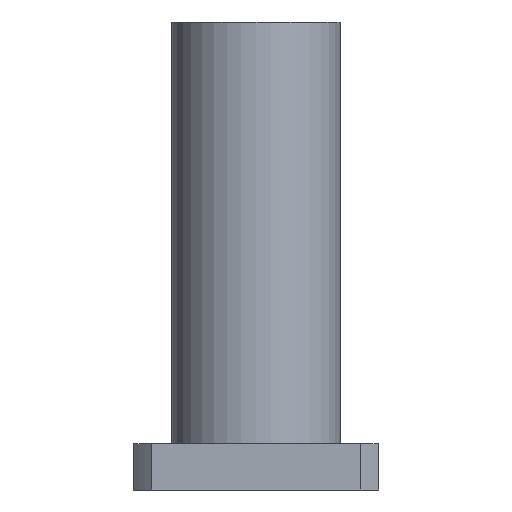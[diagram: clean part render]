
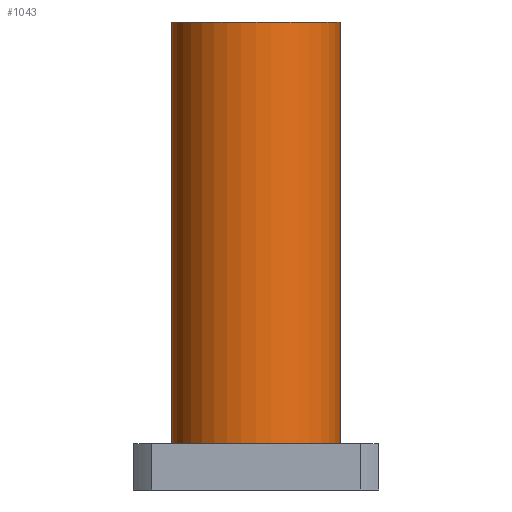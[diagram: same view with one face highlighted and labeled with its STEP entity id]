
A CAD part, front view. The second image highlights one B-rep face of the part: STEP entity #1043.
In plain terms, the highlighted cylindrical face has radius 11 mm (diameter 22 mm), a partial arc.
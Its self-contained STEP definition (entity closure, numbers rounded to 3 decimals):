
#43 = EDGE_LOOP ( 'NONE', ( #885, #1048, #1067, #456 ) ) ;
#44 = DIRECTION ( 'NONE',  ( 1., 0., 0. ) ) ;
#56 = FACE_OUTER_BOUND ( 'NONE', #43, .T. ) ;
#61 = DIRECTION ( 'NONE',  ( 0., 0., 1. ) ) ;
#99 = LINE ( 'NONE', #191, #1103 ) ;
#191 = CARTESIAN_POINT ( 'NONE',  ( -11., 0., -24.5 ) ) ;
#233 = CARTESIAN_POINT ( 'NONE',  ( 0., 0., -24.5 ) ) ;
#272 = EDGE_CURVE ( 'NONE', #866, #299, #768, .T. ) ;
#283 = VECTOR ( 'NONE', #911, 1000. ) ;
#294 = CARTESIAN_POINT ( 'NONE',  ( 11., 0., -24.5 ) ) ;
#299 = VERTEX_POINT ( 'NONE', #294 ) ;
#380 = CARTESIAN_POINT ( 'NONE',  ( 11., 0., 30.5 ) ) ;
#391 = DIRECTION ( 'NONE',  ( 0., 0., 1. ) ) ;
#402 = CYLINDRICAL_SURFACE ( 'NONE', #531, 11. ) ;
#438 = DIRECTION ( 'NONE',  ( 0., 0., 1. ) ) ;
#456 = ORIENTED_EDGE ( 'NONE', *, *, #996, .F. ) ;
#501 = CARTESIAN_POINT ( 'NONE',  ( -11., 0., 30.5 ) ) ;
#531 = AXIS2_PLACEMENT_3D ( 'NONE', #233, #61, #744 ) ;
#532 = DIRECTION ( 'NONE',  ( 0., 0., 1. ) ) ;
#572 = CARTESIAN_POINT ( 'NONE',  ( 11., 0., -24.5 ) ) ;
#586 = AXIS2_PLACEMENT_3D ( 'NONE', #817, #391, #653 ) ;
#624 = CIRCLE ( 'NONE', #586, 11. ) ;
#636 = VERTEX_POINT ( 'NONE', #501 ) ;
#653 = DIRECTION ( 'NONE',  ( 1., 0., 0. ) ) ;
#717 = CARTESIAN_POINT ( 'NONE',  ( -11., 0., -24.5 ) ) ;
#744 = DIRECTION ( 'NONE',  ( 1., 0., 0. ) ) ;
#768 = CIRCLE ( 'NONE', #944, 11. ) ;
#780 = CARTESIAN_POINT ( 'NONE',  ( 0., 0., -24.5 ) ) ;
#795 = EDGE_CURVE ( 'NONE', #866, #636, #99, .T. ) ;
#817 = CARTESIAN_POINT ( 'NONE',  ( 0., 0., 30.5 ) ) ;
#866 = VERTEX_POINT ( 'NONE', #717 ) ;
#885 = ORIENTED_EDGE ( 'NONE', *, *, #795, .F. ) ;
#911 = DIRECTION ( 'NONE',  ( 0., 0., 1. ) ) ;
#944 = AXIS2_PLACEMENT_3D ( 'NONE', #780, #438, #44 ) ;
#992 = VERTEX_POINT ( 'NONE', #380 ) ;
#994 = LINE ( 'NONE', #572, #283 ) ;
#996 = EDGE_CURVE ( 'NONE', #636, #992, #624, .T. ) ;
#1013 = EDGE_CURVE ( 'NONE', #299, #992, #994, .T. ) ;
#1043 = ADVANCED_FACE ( 'NONE', ( #56 ), #402, .T. ) ;
#1048 = ORIENTED_EDGE ( 'NONE', *, *, #272, .T. ) ;
#1067 = ORIENTED_EDGE ( 'NONE', *, *, #1013, .T. ) ;
#1103 = VECTOR ( 'NONE', #532, 1000. ) ;
